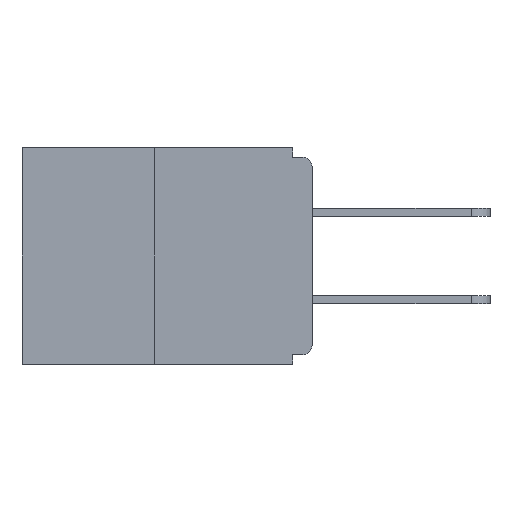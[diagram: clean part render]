
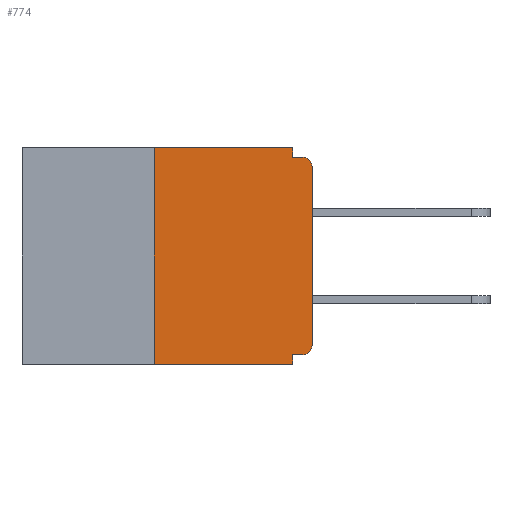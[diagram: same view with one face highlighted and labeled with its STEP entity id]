
A CAD part, left-side view. The second image highlights one B-rep face of the part: STEP entity #774.
In plain terms, the highlighted planar face has unit normal (-1, 0, 0).
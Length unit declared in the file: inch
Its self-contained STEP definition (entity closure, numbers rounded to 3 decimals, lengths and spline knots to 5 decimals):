
#137 = DIRECTION ( 'NONE',  ( 0., 0., 1. ) ) ;
#216 = EDGE_CURVE ( 'NONE', #4667, #7650, #7972, .T. ) ;
#274 = VERTEX_POINT ( 'NONE', #11086 ) ;
#396 = EDGE_CURVE ( 'NONE', #5771, #10397, #3292, .T. ) ;
#462 = VECTOR ( 'NONE', #4849, 39.37008 ) ;
#549 = VECTOR ( 'NONE', #644, 39.37008 ) ;
#581 = CARTESIAN_POINT ( 'NONE',  ( 0., 0.031, -0.328 ) ) ;
#644 = DIRECTION ( 'NONE',  ( 0., -1., 0. ) ) ;
#774 = ADVANCED_FACE ( 'NONE', ( #5447 ), #10916, .F. ) ;
#1081 = ORIENTED_EDGE ( 'NONE', *, *, #10802, .T. ) ;
#1187 = ORIENTED_EDGE ( 'NONE', *, *, #396, .F. ) ;
#1426 = EDGE_CURVE ( 'NONE', #274, #8248, #8486, .T. ) ;
#1465 = ORIENTED_EDGE ( 'NONE', *, *, #8556, .F. ) ;
#1477 = LINE ( 'NONE', #8663, #8869 ) ;
#1495 = DIRECTION ( 'NONE',  ( -1., 0., 0. ) ) ;
#1569 = LINE ( 'NONE', #4592, #5784 ) ;
#1576 = ORIENTED_EDGE ( 'NONE', *, *, #216, .F. ) ;
#1594 = CARTESIAN_POINT ( 'NONE',  ( 0., 0.015, -0.015 ) ) ;
#1726 = DIRECTION ( 'NONE',  ( 0., -1., 0. ) ) ;
#2000 = ORIENTED_EDGE ( 'NONE', *, *, #10218, .F. ) ;
#2077 = ORIENTED_EDGE ( 'NONE', *, *, #2113, .F. ) ;
#2083 = ORIENTED_EDGE ( 'NONE', *, *, #9536, .T. ) ;
#2113 = EDGE_CURVE ( 'NONE', #10045, #8248, #4066, .T. ) ;
#2688 = VECTOR ( 'NONE', #10201, 39.37008 ) ;
#2728 = DIRECTION ( 'NONE',  ( 0., 0., 1. ) ) ;
#3023 = CARTESIAN_POINT ( 'NONE',  ( 0., 0.031, 0. ) ) ;
#3200 = LINE ( 'NONE', #8792, #4160 ) ;
#3229 = CARTESIAN_POINT ( 'NONE',  ( 0., 0., -0.328 ) ) ;
#3292 = LINE ( 'NONE', #10279, #7277 ) ;
#3604 = EDGE_LOOP ( 'NONE', ( #1187, #2000, #7682, #1465, #1576, #2083, #1081, #5093, #2077, #4383 ) ) ;
#4065 = CARTESIAN_POINT ( 'NONE',  ( 0., 0.015, -0.03 ) ) ;
#4066 = LINE ( 'NONE', #5845, #549 ) ;
#4132 = DIRECTION ( 'NONE',  ( 0., -1., 0. ) ) ;
#4157 = CARTESIAN_POINT ( 'NONE',  ( 0., 0.015, -0.313 ) ) ;
#4160 = VECTOR ( 'NONE', #137, 39.37008 ) ;
#4171 = LINE ( 'NONE', #9365, #2688 ) ;
#4383 = ORIENTED_EDGE ( 'NONE', *, *, #7726, .F. ) ;
#4388 = VERTEX_POINT ( 'NONE', #4658 ) ;
#4592 = CARTESIAN_POINT ( 'NONE',  ( 0., 0., 0. ) ) ;
#4658 = CARTESIAN_POINT ( 'NONE',  ( 0., 0., -0.313 ) ) ;
#4667 = VERTEX_POINT ( 'NONE', #5062 ) ;
#4792 = AXIS2_PLACEMENT_3D ( 'NONE', #10841, #6606, #6490 ) ;
#4849 = DIRECTION ( 'NONE',  ( 0., 1., 0. ) ) ;
#5062 = CARTESIAN_POINT ( 'NONE',  ( 0., 0.015, -0.328 ) ) ;
#5093 = ORIENTED_EDGE ( 'NONE', *, *, #1426, .T. ) ;
#5447 = FACE_OUTER_BOUND ( 'NONE', #3604, .T. ) ;
#5771 = VERTEX_POINT ( 'NONE', #7320 ) ;
#5784 = VECTOR ( 'NONE', #2728, 39.37008 ) ;
#5845 = CARTESIAN_POINT ( 'NONE',  ( 0., 0., -0.015 ) ) ;
#6033 = DIRECTION ( 'NONE',  ( -1., 0., 0. ) ) ;
#6490 = DIRECTION ( 'NONE',  ( 0., 0., -1. ) ) ;
#6606 = DIRECTION ( 'NONE',  ( 1., 0., 0. ) ) ;
#7277 = VECTOR ( 'NONE', #1726, 39.37008 ) ;
#7320 = CARTESIAN_POINT ( 'NONE',  ( 0., 0.25, 0. ) ) ;
#7490 = VECTOR ( 'NONE', #8764, 39.37008 ) ;
#7650 = VERTEX_POINT ( 'NONE', #581 ) ;
#7682 = ORIENTED_EDGE ( 'NONE', *, *, #8896, .T. ) ;
#7726 = EDGE_CURVE ( 'NONE', #10397, #10045, #4171, .T. ) ;
#7788 = CARTESIAN_POINT ( 'NONE',  ( 0., 0.031, -0.015 ) ) ;
#7972 = LINE ( 'NONE', #3229, #462 ) ;
#8014 = VERTEX_POINT ( 'NONE', #8971 ) ;
#8248 = VERTEX_POINT ( 'NONE', #1594 ) ;
#8486 = CIRCLE ( 'NONE', #11035, 0.015 ) ;
#8556 = EDGE_CURVE ( 'NONE', #7650, #8014, #8591, .T. ) ;
#8591 = LINE ( 'NONE', #9575, #7490 ) ;
#8663 = CARTESIAN_POINT ( 'NONE',  ( 0., 0.46, -0.343 ) ) ;
#8764 = DIRECTION ( 'NONE',  ( 0., 0., -1. ) ) ;
#8792 = CARTESIAN_POINT ( 'NONE',  ( 0., 0.25, 0. ) ) ;
#8869 = VECTOR ( 'NONE', #4132, 39.37008 ) ;
#8896 = EDGE_CURVE ( 'NONE', #10477, #8014, #1477, .T. ) ;
#8971 = CARTESIAN_POINT ( 'NONE',  ( 0., 0.031, -0.343 ) ) ;
#9286 = CARTESIAN_POINT ( 'NONE',  ( 0., 0.25, -0.343 ) ) ;
#9365 = CARTESIAN_POINT ( 'NONE',  ( 0., 0.031, 0. ) ) ;
#9536 = EDGE_CURVE ( 'NONE', #4667, #4388, #10086, .T. ) ;
#9575 = CARTESIAN_POINT ( 'NONE',  ( 0., 0.031, -0.343 ) ) ;
#10045 = VERTEX_POINT ( 'NONE', #7788 ) ;
#10086 = CIRCLE ( 'NONE', #11224, 0.015 ) ;
#10201 = DIRECTION ( 'NONE',  ( 0., 0., -1. ) ) ;
#10205 = DIRECTION ( 'NONE',  ( 0., 0., -1. ) ) ;
#10218 = EDGE_CURVE ( 'NONE', #10477, #5771, #3200, .T. ) ;
#10279 = CARTESIAN_POINT ( 'NONE',  ( 0., 0.46, 0. ) ) ;
#10397 = VERTEX_POINT ( 'NONE', #3023 ) ;
#10406 = DIRECTION ( 'NONE',  ( 0., 0., -1. ) ) ;
#10477 = VERTEX_POINT ( 'NONE', #9286 ) ;
#10802 = EDGE_CURVE ( 'NONE', #4388, #274, #1569, .T. ) ;
#10841 = CARTESIAN_POINT ( 'NONE',  ( 0., 0.46, 0. ) ) ;
#10916 = PLANE ( 'NONE',  #4792 ) ;
#11035 = AXIS2_PLACEMENT_3D ( 'NONE', #4065, #1495, #10205 ) ;
#11086 = CARTESIAN_POINT ( 'NONE',  ( 0., 0., -0.03 ) ) ;
#11224 = AXIS2_PLACEMENT_3D ( 'NONE', #4157, #6033, #10406 ) ;
